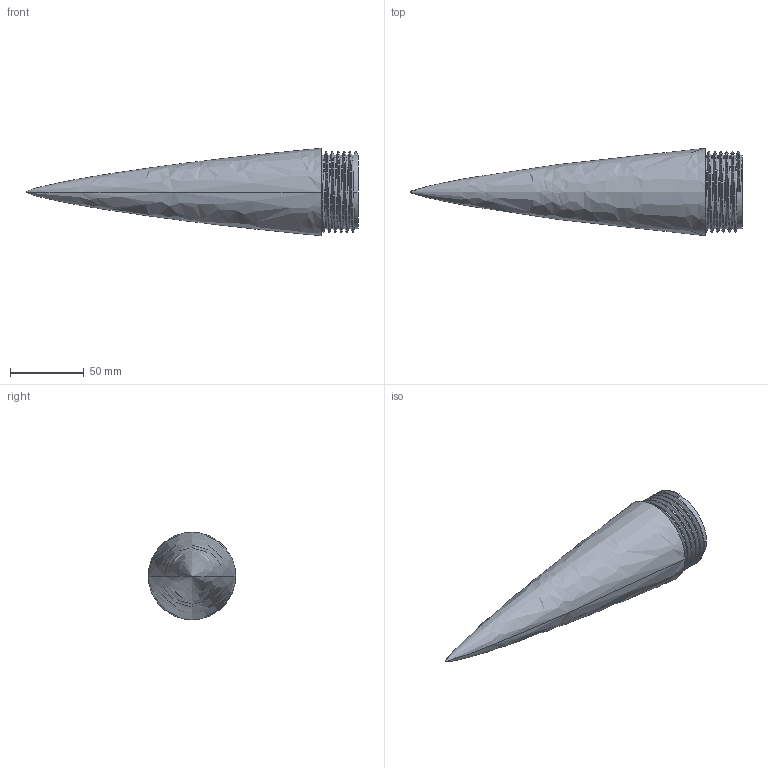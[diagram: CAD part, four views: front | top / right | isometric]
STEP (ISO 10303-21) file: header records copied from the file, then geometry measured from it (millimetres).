
FILE_DESCRIPTION (( 'STEP AP214' ), '1' );
FILE_NAME ('Jefff Nose Cone Top.STEP', '2024-06-23T20:28:02', ( '' ), ( '' ), 'SwSTEP 2.0', 'SolidWorks 2024', '' );
FILE_SCHEMA (( 'AUTOMOTIVE_DESIGN' ));
Length unit declared in the file: millimetre
Products named in the file (1): Jefff Nose Cone Top
Bounding box: 225 x 59.26 x 59.26 mm (x, y, z)
Volume: 111418.1 mm3; surface area: 49807.4 mm2
Topology: 1 solids, 1 shells, 34 faces, 91 edges, 57 vertices
Faces by surface type: cylinder 19, torus 7, bspline 5, plane 3
Entity records: 3454 total; most frequent: CARTESIAN_POINT 2729, ORIENTED_EDGE 174, DIRECTION 120, EDGE_CURVE 87, VERTEX_POINT 57, AXIS2_PLACEMENT_3D 49, EDGE_LOOP 36, ADVANCED_FACE 34
